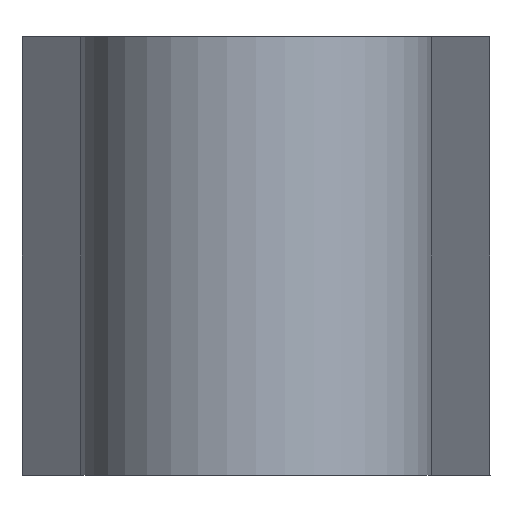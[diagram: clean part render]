
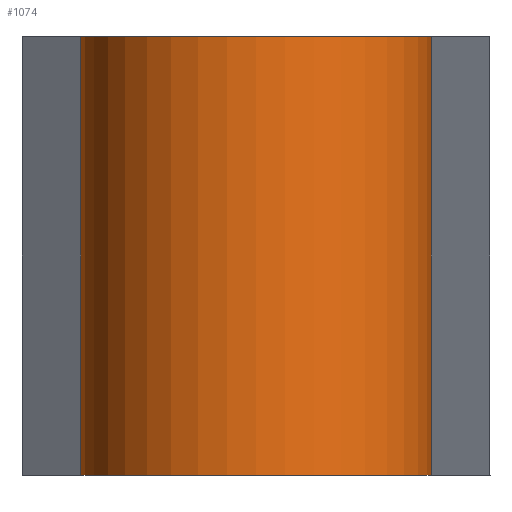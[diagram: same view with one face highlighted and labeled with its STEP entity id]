
A CAD part, left-side view. The second image highlights one B-rep face of the part: STEP entity #1074.
In plain terms, the highlighted cylindrical face has radius 6 mm (diameter 12 mm), a partial arc.
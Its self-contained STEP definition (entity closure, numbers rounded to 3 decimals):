
#1007=CARTESIAN_POINT('',(-32.733,5.989,0.0));
#1008=VERTEX_POINT('',#1007);
#1009=CARTESIAN_POINT('',(-32.733,5.989,15.0));
#1010=VERTEX_POINT('',#1009);
#1011=CARTESIAN_POINT('',(-32.733,5.989,0.0));
#1012=DIRECTION('',(0.0,0.0,1.0));
#1013=VECTOR('',#1012,15.0);
#1014=LINE('',#1011,#1013);
#1015=EDGE_CURVE('',#1008,#1010,#1014,.T.);
#1042=CARTESIAN_POINT('',(-32.362,0.0,0.0));
#1043=DIRECTION('',(0.0,0.0,1.0));
#1044=DIRECTION('',(-1.0,0.,0.0));
#1045=AXIS2_PLACEMENT_3D('',#1042,#1043,#1044);
#1046=CYLINDRICAL_SURFACE('',#1045,6.);
#1047=CARTESIAN_POINT('',(-32.733,-5.989,0.0));
#1048=VERTEX_POINT('',#1047);
#1049=CARTESIAN_POINT('',(-32.733,-5.989,15.0));
#1050=VERTEX_POINT('',#1049);
#1051=CARTESIAN_POINT('',(-32.733,-5.989,0.0));
#1052=DIRECTION('',(0.0,0.0,1.0));
#1053=VECTOR('',#1052,15.0);
#1054=LINE('',#1051,#1053);
#1055=EDGE_CURVE('',#1048,#1050,#1054,.T.);
#1056=ORIENTED_EDGE('',*,*,#1055,.T.);
#1057=CARTESIAN_POINT('',(-32.362,0.0,15.0));
#1058=DIRECTION('',(0.0,0.0,-1.0));
#1059=DIRECTION('',(-1.0,0.,0.0));
#1060=AXIS2_PLACEMENT_3D('',#1057,#1058,#1059);
#1061=CIRCLE('',#1060,6.);
#1062=EDGE_CURVE('',#1050,#1010,#1061,.T.);
#1063=ORIENTED_EDGE('',*,*,#1062,.T.);
#1064=ORIENTED_EDGE('',*,*,#1015,.F.);
#1065=CARTESIAN_POINT('',(-32.362,0.0,0.0));
#1066=DIRECTION('',(0.0,0.0,1.0));
#1067=DIRECTION('',(-1.0,0.,0.0));
#1068=AXIS2_PLACEMENT_3D('',#1065,#1066,#1067);
#1069=CIRCLE('',#1068,6.);
#1070=EDGE_CURVE('',#1008,#1048,#1069,.T.);
#1071=ORIENTED_EDGE('',*,*,#1070,.T.);
#1072=EDGE_LOOP('',(#1056,#1063,#1064,#1071));
#1073=FACE_OUTER_BOUND('',#1072,.T.);
#1074=ADVANCED_FACE('',(#1073),#1046,.T.);
